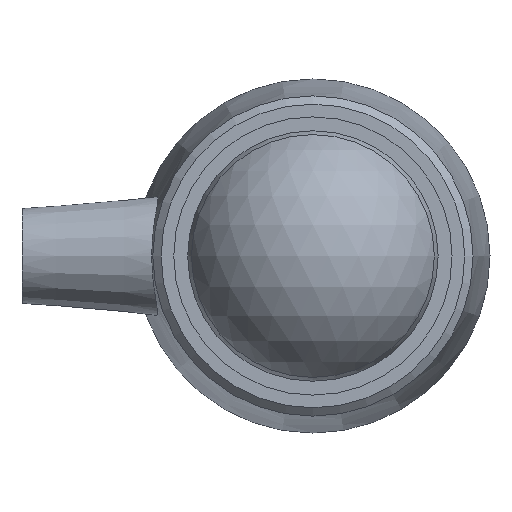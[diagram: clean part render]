
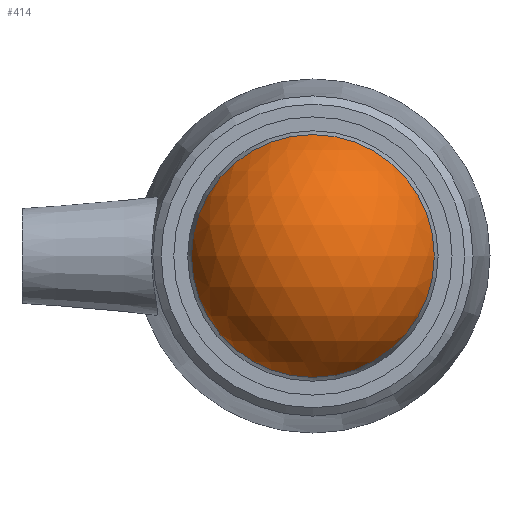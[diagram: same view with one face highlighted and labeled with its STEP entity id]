
A CAD part, left-side view. The second image highlights one B-rep face of the part: STEP entity #414.
In plain terms, the highlighted spherical face has radius 20.733 mm.
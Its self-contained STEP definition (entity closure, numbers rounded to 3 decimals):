
#16=SPHERICAL_SURFACE('',#481,20.733);
#102=FACE_OUTER_BOUND('',#163,.T.);
#163=EDGE_LOOP('',(#352,#353));
#210=CIRCLE('',#476,19.194);
#211=CIRCLE('',#477,19.194);
#248=VERTEX_POINT('',#818);
#249=VERTEX_POINT('',#822);
#287=EDGE_CURVE('',#248,#249,#210,.T.);
#288=EDGE_CURVE('',#249,#248,#211,.T.);
#352=ORIENTED_EDGE('',*,*,#288,.F.);
#353=ORIENTED_EDGE('',*,*,#287,.F.);
#414=ADVANCED_FACE('',(#102),#16,.T.);
#476=AXIS2_PLACEMENT_3D('',#823,#599,#600);
#477=AXIS2_PLACEMENT_3D('',#824,#601,#602);
#481=AXIS2_PLACEMENT_3D('',#829,#609,#610);
#599=DIRECTION('center_axis',(1.,0.,0.));
#600=DIRECTION('ref_axis',(0.,0.,-1.));
#601=DIRECTION('center_axis',(1.,0.,0.));
#602=DIRECTION('ref_axis',(0.,0.,-1.));
#609=DIRECTION('center_axis',(0.,0.,1.));
#610=DIRECTION('ref_axis',(1.,0.,0.));
#818=CARTESIAN_POINT('',(-52.604,0.,19.194));
#822=CARTESIAN_POINT('',(-52.604,19.194,0.));
#823=CARTESIAN_POINT('Origin',(-52.604,0.,0.));
#824=CARTESIAN_POINT('Origin',(-52.604,0.,0.));
#829=CARTESIAN_POINT('Origin',(-44.767,0.,
0.));
